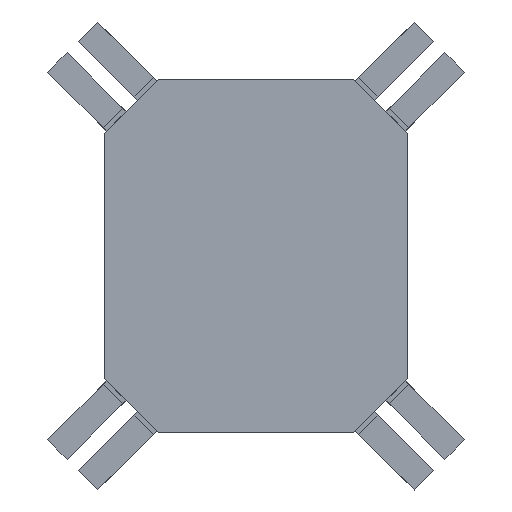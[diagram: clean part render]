
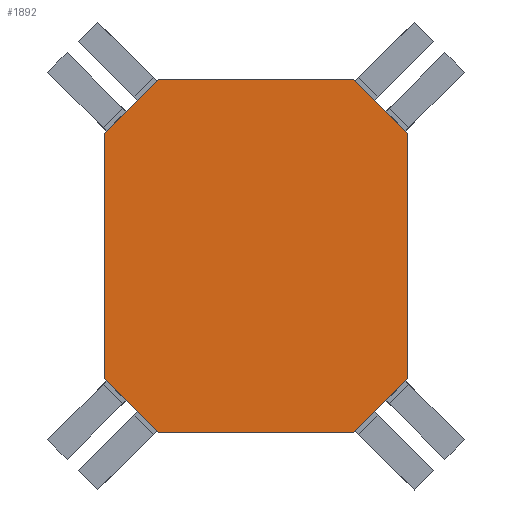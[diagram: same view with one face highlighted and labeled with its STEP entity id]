
A CAD part, top view. The second image highlights one B-rep face of the part: STEP entity #1892.
In plain terms, the highlighted planar face has unit normal (0, 0, 1).
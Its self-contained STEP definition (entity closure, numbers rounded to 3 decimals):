
#120 = EDGE_CURVE ( 'NONE', #1509, #1292, #2273, .T. ) ;
#126 = LINE ( 'NONE', #886, #1632 ) ;
#153 = VERTEX_POINT ( 'NONE', #796 ) ;
#168 = CARTESIAN_POINT ( 'NONE',  ( 7.371, 15.895, 0.83 ) ) ;
#197 = EDGE_CURVE ( 'NONE', #1625, #153, #2006, .T. ) ;
#212 = ORIENTED_EDGE ( 'NONE', *, *, #274, .T. ) ;
#251 = CARTESIAN_POINT ( 'NONE',  ( -4.635, 16.001, 0.83 ) ) ;
#256 = FACE_OUTER_BOUND ( 'NONE', #2062, .T. ) ;
#274 = EDGE_CURVE ( 'NONE', #1509, #436, #737, .T. ) ;
#295 = CARTESIAN_POINT ( 'NONE',  ( -2.53, 3.994, 0.83 ) ) ;
#296 = LINE ( 'NONE', #544, #2031 ) ;
#312 = DIRECTION ( 'NONE',  ( -0.707, 0.707, 0. ) ) ;
#317 = DIRECTION ( 'NONE',  ( 1., 0., 0. ) ) ;
#323 = EDGE_CURVE ( 'NONE', #2681, #2320, #126, .T. ) ;
#324 = DIRECTION ( 'NONE',  ( -1., 0., 0. ) ) ;
#367 = AXIS2_PLACEMENT_3D ( 'NONE', #1648, #749, #2506 ) ;
#373 = DIRECTION ( 'NONE',  ( 0., 1., 0. ) ) ;
#390 = LINE ( 'NONE', #2383, #2219 ) ;
#399 = CARTESIAN_POINT ( 'NONE',  ( 7.477, 16.001, 0.83 ) ) ;
#405 = DIRECTION ( 'NONE',  ( -1., 0., 0. ) ) ;
#424 = VECTOR ( 'NONE', #324, 1000. ) ;
#427 = VERTEX_POINT ( 'NONE', #399 ) ;
#436 = VERTEX_POINT ( 'NONE', #1922 ) ;
#452 = CIRCLE ( 'NONE', #2608, 0.15 ) ;
#476 = CARTESIAN_POINT ( 'NONE',  ( 7.477, 6.099, 0.83 ) ) ;
#498 = ORIENTED_EDGE ( 'NONE', *, *, #645, .T. ) ;
#544 = CARTESIAN_POINT ( 'NONE',  ( 1.421, 18.15, 0.83 ) ) ;
#546 = AXIS2_PLACEMENT_3D ( 'NONE', #600, #2186, #1514 ) ;
#562 = VERTEX_POINT ( 'NONE', #1068 ) ;
#570 = DIRECTION ( 'NONE',  ( 0., -1., 0. ) ) ;
#586 = CARTESIAN_POINT ( 'NONE',  ( -2.53, 18.106, 0.83 ) ) ;
#600 = CARTESIAN_POINT ( 'NONE',  ( -2.424, 18., 0.83 ) ) ;
#624 = DIRECTION ( 'NONE',  ( 0.707, 0.707, 0. ) ) ;
#625 = CARTESIAN_POINT ( 'NONE',  ( -2.424, 3.95, 0.83 ) ) ;
#636 = ORIENTED_EDGE ( 'NONE', *, *, #120, .F. ) ;
#645 = EDGE_CURVE ( 'NONE', #2416, #2320, #1938, .T. ) ;
#662 = EDGE_CURVE ( 'NONE', #2449, #427, #705, .T. ) ;
#705 = CIRCLE ( 'NONE', #2139, 0.15 ) ;
#717 = ORIENTED_EDGE ( 'NONE', *, *, #1616, .T. ) ;
#737 = CIRCLE ( 'NONE', #2511, 0.15 ) ;
#742 = ORIENTED_EDGE ( 'NONE', *, *, #1342, .T. ) ;
#749 = DIRECTION ( 'NONE',  ( 0., 0., 1. ) ) ;
#760 = VECTOR ( 'NONE', #1811, 1000. ) ;
#795 = ORIENTED_EDGE ( 'NONE', *, *, #1743, .T. ) ;
#796 = CARTESIAN_POINT ( 'NONE',  ( 7.521, 6.205, 0.83 ) ) ;
#801 = ORIENTED_EDGE ( 'NONE', *, *, #2068, .F. ) ;
#831 = DIRECTION ( 'NONE',  ( 0.707, -0.707, 0. ) ) ;
#858 = DIRECTION ( 'NONE',  ( 0., 0., 1. ) ) ;
#886 = CARTESIAN_POINT ( 'NONE',  ( -3.583, 17.054, 0.83 ) ) ;
#906 = CIRCLE ( 'NONE', #1205, 0.15 ) ;
#1008 = DIRECTION ( 'NONE',  ( 0., 0., 1. ) ) ;
#1037 = ORIENTED_EDGE ( 'NONE', *, *, #662, .T. ) ;
#1068 = CARTESIAN_POINT ( 'NONE',  ( 5.372, 18.106, 0.83 ) ) ;
#1104 = CARTESIAN_POINT ( 'NONE',  ( -4.529, 15.895, 0.83 ) ) ;
#1124 = CARTESIAN_POINT ( 'NONE',  ( 5.266, 18.15, 0.83 ) ) ;
#1173 = DIRECTION ( 'NONE',  ( 0., 0., 1. ) ) ;
#1187 = CIRCLE ( 'NONE', #1440, 0.15 ) ;
#1194 = EDGE_CURVE ( 'NONE', #2224, #1764, #452, .T. ) ;
#1205 = AXIS2_PLACEMENT_3D ( 'NONE', #1104, #858, #2905 ) ;
#1212 = CARTESIAN_POINT ( 'NONE',  ( 7.521, 11.05, 0.83 ) ) ;
#1234 = LINE ( 'NONE', #2021, #760 ) ;
#1258 = CARTESIAN_POINT ( 'NONE',  ( -4.679, 11.05, 0.83 ) ) ;
#1292 = VERTEX_POINT ( 'NONE', #625 ) ;
#1296 = EDGE_CURVE ( 'NONE', #2416, #1545, #296, .T. ) ;
#1342 = EDGE_CURVE ( 'NONE', #2681, #2083, #906, .T. ) ;
#1395 = ORIENTED_EDGE ( 'NONE', *, *, #1523, .F. ) ;
#1407 = DIRECTION ( 'NONE',  ( -1., 0., 0. ) ) ;
#1412 = ORIENTED_EDGE ( 'NONE', *, *, #1296, .F. ) ;
#1418 = AXIS2_PLACEMENT_3D ( 'NONE', #2392, #2878, #2370 ) ;
#1440 = AXIS2_PLACEMENT_3D ( 'NONE', #1866, #1008, #2326 ) ;
#1499 = VECTOR ( 'NONE', #373, 1000. ) ;
#1509 = VERTEX_POINT ( 'NONE', #2047 ) ;
#1514 = DIRECTION ( 'NONE',  ( -1., 0., 0. ) ) ;
#1523 = EDGE_CURVE ( 'NONE', #1625, #436, #1234, .T. ) ;
#1535 = DIRECTION ( 'NONE',  ( -1., 0., 0. ) ) ;
#1545 = VERTEX_POINT ( 'NONE', #1124 ) ;
#1554 = CARTESIAN_POINT ( 'NONE',  ( 5.266, 4.1, 0.83 ) ) ;
#1570 = ORIENTED_EDGE ( 'NONE', *, *, #197, .T. ) ;
#1616 = EDGE_CURVE ( 'NONE', #1833, #1292, #2365, .T. ) ;
#1625 = VERTEX_POINT ( 'NONE', #476 ) ;
#1632 = VECTOR ( 'NONE', #624, 1000. ) ;
#1648 = CARTESIAN_POINT ( 'NONE',  ( -2.424, 4.1, 0.83 ) ) ;
#1732 = AXIS2_PLACEMENT_3D ( 'NONE', #2054, #2217, #2288 ) ;
#1743 = EDGE_CURVE ( 'NONE', #562, #1545, #1187, .T. ) ;
#1758 = DIRECTION ( 'NONE',  ( 0., 0., 1. ) ) ;
#1764 = VERTEX_POINT ( 'NONE', #2120 ) ;
#1777 = EDGE_CURVE ( 'NONE', #1833, #1764, #1959, .T. ) ;
#1778 = CARTESIAN_POINT ( 'NONE',  ( -2.424, 18.15, 0.83 ) ) ;
#1811 = DIRECTION ( 'NONE',  ( -0.707, -0.707, 0. ) ) ;
#1833 = VERTEX_POINT ( 'NONE', #295 ) ;
#1860 = PLANE ( 'NONE',  #1732 ) ;
#1866 = CARTESIAN_POINT ( 'NONE',  ( 5.266, 18., 0.83 ) ) ;
#1892 = ADVANCED_FACE ( 'NONE', ( #256 ), #1860, .T. ) ;
#1898 = CARTESIAN_POINT ( 'NONE',  ( 1.421, 3.95, 0.83 ) ) ;
#1910 = LINE ( 'NONE', #1258, #1499 ) ;
#1922 = CARTESIAN_POINT ( 'NONE',  ( 5.372, 3.994, 0.83 ) ) ;
#1938 = CIRCLE ( 'NONE', #546, 0.15 ) ;
#1959 = LINE ( 'NONE', #2803, #2625 ) ;
#2006 = CIRCLE ( 'NONE', #1418, 0.15 ) ;
#2021 = CARTESIAN_POINT ( 'NONE',  ( 6.424, 5.046, 0.83 ) ) ;
#2031 = VECTOR ( 'NONE', #317, 1000. ) ;
#2036 = ORIENTED_EDGE ( 'NONE', *, *, #1777, .F. ) ;
#2047 = CARTESIAN_POINT ( 'NONE',  ( 5.266, 3.95, 0.83 ) ) ;
#2054 = CARTESIAN_POINT ( 'NONE',  ( -4.679, 3.95, 0.83 ) ) ;
#2062 = EDGE_LOOP ( 'NONE', ( #212, #1395, #1570, #801, #1037, #2814, #795, #1412, #498, #2323, #742, #2379, #2665, #2036, #717, #636 ) ) ;
#2068 = EDGE_CURVE ( 'NONE', #2449, #153, #2875, .T. ) ;
#2083 = VERTEX_POINT ( 'NONE', #2791 ) ;
#2120 = CARTESIAN_POINT ( 'NONE',  ( -4.635, 6.099, 0.83 ) ) ;
#2139 = AXIS2_PLACEMENT_3D ( 'NONE', #168, #2860, #1535 ) ;
#2186 = DIRECTION ( 'NONE',  ( 0., 0., 1. ) ) ;
#2217 = DIRECTION ( 'NONE',  ( 0., 0., 1. ) ) ;
#2219 = VECTOR ( 'NONE', #831, 1000. ) ;
#2224 = VERTEX_POINT ( 'NONE', #2629 ) ;
#2245 = CARTESIAN_POINT ( 'NONE',  ( 7.521, 15.895, 0.83 ) ) ;
#2273 = LINE ( 'NONE', #1898, #424 ) ;
#2288 = DIRECTION ( 'NONE',  ( 1., 0., 0. ) ) ;
#2305 = CARTESIAN_POINT ( 'NONE',  ( -4.529, 6.205, 0.83 ) ) ;
#2320 = VERTEX_POINT ( 'NONE', #586 ) ;
#2323 = ORIENTED_EDGE ( 'NONE', *, *, #323, .F. ) ;
#2326 = DIRECTION ( 'NONE',  ( -1., 0., 0. ) ) ;
#2365 = CIRCLE ( 'NONE', #367, 0.15 ) ;
#2370 = DIRECTION ( 'NONE',  ( -1., 0., 0. ) ) ;
#2379 = ORIENTED_EDGE ( 'NONE', *, *, #2909, .F. ) ;
#2383 = CARTESIAN_POINT ( 'NONE',  ( 6.424, 17.054, 0.83 ) ) ;
#2392 = CARTESIAN_POINT ( 'NONE',  ( 7.371, 6.205, 0.83 ) ) ;
#2416 = VERTEX_POINT ( 'NONE', #1778 ) ;
#2449 = VERTEX_POINT ( 'NONE', #2245 ) ;
#2506 = DIRECTION ( 'NONE',  ( -1., 0., 0. ) ) ;
#2511 = AXIS2_PLACEMENT_3D ( 'NONE', #1554, #1758, #405 ) ;
#2608 = AXIS2_PLACEMENT_3D ( 'NONE', #2305, #1173, #1407 ) ;
#2625 = VECTOR ( 'NONE', #312, 1000. ) ;
#2629 = CARTESIAN_POINT ( 'NONE',  ( -4.679, 6.205, 0.83 ) ) ;
#2665 = ORIENTED_EDGE ( 'NONE', *, *, #1194, .T. ) ;
#2681 = VERTEX_POINT ( 'NONE', #251 ) ;
#2791 = CARTESIAN_POINT ( 'NONE',  ( -4.679, 15.895, 0.83 ) ) ;
#2803 = CARTESIAN_POINT ( 'NONE',  ( -3.583, 5.046, 0.83 ) ) ;
#2805 = VECTOR ( 'NONE', #570, 1000. ) ;
#2814 = ORIENTED_EDGE ( 'NONE', *, *, #2897, .F. ) ;
#2860 = DIRECTION ( 'NONE',  ( 0., 0., 1. ) ) ;
#2875 = LINE ( 'NONE', #1212, #2805 ) ;
#2878 = DIRECTION ( 'NONE',  ( 0., 0., 1. ) ) ;
#2897 = EDGE_CURVE ( 'NONE', #562, #427, #390, .T. ) ;
#2905 = DIRECTION ( 'NONE',  ( -1., 0., 0. ) ) ;
#2909 = EDGE_CURVE ( 'NONE', #2224, #2083, #1910, .T. ) ;
